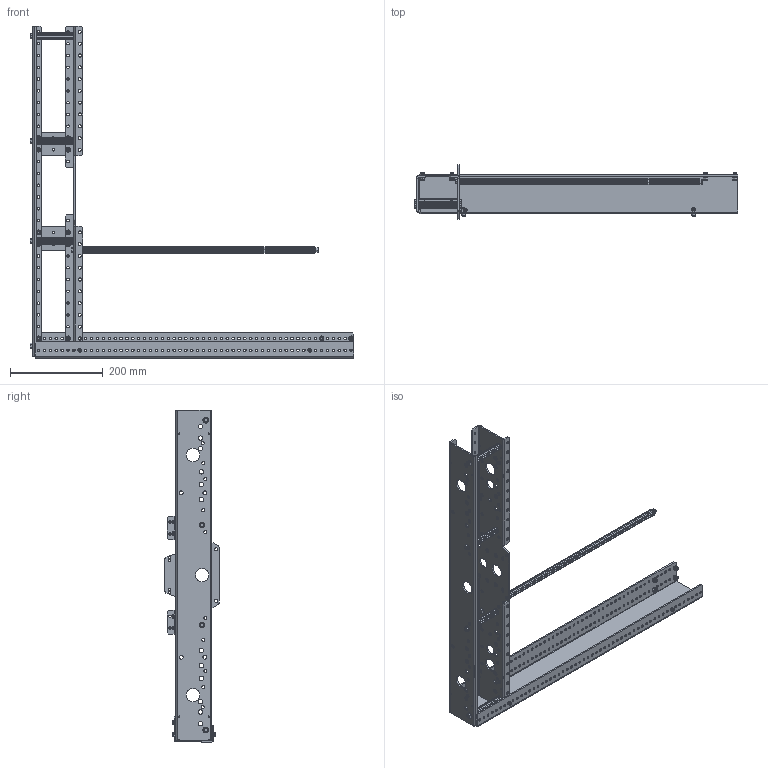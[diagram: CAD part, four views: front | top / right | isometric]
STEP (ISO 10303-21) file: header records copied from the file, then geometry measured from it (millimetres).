
FILE_DESCRIPTION(/* description */ (''),/* implementation_level */ '2;1');
FILE_NAME(/* name */ 'AM14U3 Square Frame Half.iam.stp',/* time_stamp */ '2016-01-07T16:49:43-08:00',/* author */ ('PhillipD'),/* organization */ (''),/* preprocessor_version */ 'ST-DEVELOPER v16.1',/* originating_system */ 'Autodesk Inventor 2016',/* authorisation */ '');
FILE_SCHEMA (('AUTOMOTIVE_DESIGN { 1 0 10303 214 3 1 1 }'));
Length unit declared in the file: inch
Products named in the file (10): 10-32x0500_shcs_HX-SHCS 0.19-32x1.375x1-C; FHTS 0.25-20-0.75_FHTS 0.25-20-G-0.75-C; Churro 3375; Churro 20250; 10-32 Nylock Nut; AM14U3 End Sheet Square; AM14U3 Inside Sheet Square; AM14U3 Outside Sheet Square; am-2954 AM14U2 2x3 Hole Bracket; AM14U3 Square Frame Half
Assembly tree (56 placements, depth 2):
  AM14U3 Square Frame Half
    10-32x0500_shcs_HX-SHCS 0.19-32x1.375x1-C  x18
    FHTS 0.25-20-0.75_FHTS 0.25-20-G-0.75-C  x10
    Churro 3375  x4
    Churro 20250
    10-32 Nylock Nut  x18
    AM14U3 End Sheet Square
    AM14U3 Inside Sheet Square
    AM14U3 Outside Sheet Square
    am-2954 AM14U2 2x3 Hole Bracket  x2
Bounding box: 697.74 x 116.33 x 715.14 mm (x, y, z)
Volume: 909582.8 mm3; surface area: 638420.2 mm2
Topology: 56 solids, 56 shells, 1652 faces, 4002 edges, 2528 vertices
Faces by surface type: plane 760, cylinder 566, sphere 216, cone 74, torus 36
Full cylindrical faces by diameter (mm): 2.54 x10, 3.572 x8, 4.039 x18, 4.064 x4, 4.826 x18, 5.08 x4, 5.105 x8, 5.334 x230, 5.867 x5, 6.35 x10, 6.654 x18, 6.706 x54, 6.756 x4, 6.807 x2, 7.457 x10, 7.938 x18, 8.128 x10, 9.525 x24, 9.652 x24, 12.192 x10, 22.225 x3, 28.575 x6
Entity records: 20701 total; most frequent: DIRECTION 3544, CARTESIAN_POINT 3105, ORIENTED_EDGE 2628, EDGE_LOOP 1724, AXIS2_PLACEMENT_3D 1565, EDGE_CURVE 1314, FACE_BOUND 1121, VERTEX_POINT 1114
